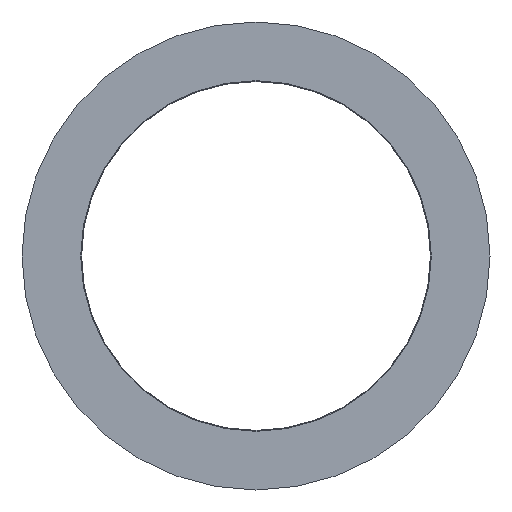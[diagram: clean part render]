
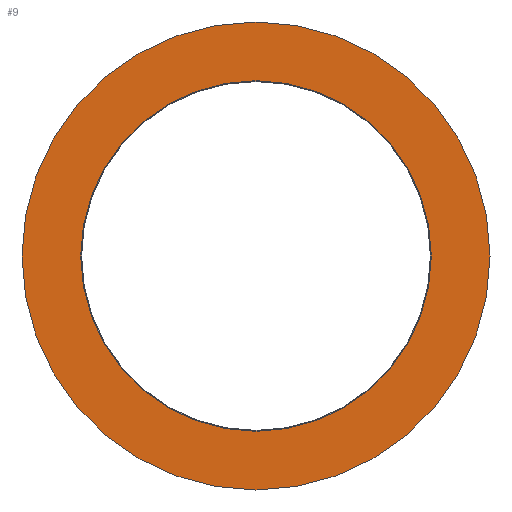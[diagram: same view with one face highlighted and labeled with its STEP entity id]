
A CAD part, left-side view. The second image highlights one B-rep face of the part: STEP entity #9.
In plain terms, the highlighted planar face has unit normal (-1, 0, 0).
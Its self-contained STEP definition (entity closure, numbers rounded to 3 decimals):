
#9 = ADVANCED_FACE ( 'NONE', ( #603, #20 ), #544, .T. ) ;
#20 = FACE_BOUND ( 'NONE', #195, .T. ) ;
#36 = DIRECTION ( 'NONE',  ( 0., 0., 1. ) ) ;
#49 = CARTESIAN_POINT ( 'NONE',  ( 0., 0., 20.6 ) ) ;
#67 = CARTESIAN_POINT ( 'NONE',  ( 0., 0., 0. ) ) ;
#72 = VERTEX_POINT ( 'NONE', #49 ) ;
#91 = CARTESIAN_POINT ( 'NONE',  ( 0., 0., 27.5 ) ) ;
#97 = CARTESIAN_POINT ( 'NONE',  ( 0., 0., 0. ) ) ;
#119 = CARTESIAN_POINT ( 'NONE',  ( 0., 0., -20.6 ) ) ;
#122 = DIRECTION ( 'NONE',  ( 0., 0., 1. ) ) ;
#140 = DIRECTION ( 'NONE',  ( -1., 0., 0. ) ) ;
#142 = ORIENTED_EDGE ( 'NONE', *, *, #399, .T. ) ;
#177 = CARTESIAN_POINT ( 'NONE',  ( 0., 0., 0. ) ) ;
#195 = EDGE_LOOP ( 'NONE', ( #317, #305 ) ) ;
#236 = DIRECTION ( 'NONE',  ( 0., 0., 1. ) ) ;
#245 = CIRCLE ( 'NONE', #468, 20.6 ) ;
#252 = VERTEX_POINT ( 'NONE', #119 ) ;
#261 = EDGE_CURVE ( 'NONE', #252, #72, #610, .T. ) ;
#264 = ORIENTED_EDGE ( 'NONE', *, *, #490, .T. ) ;
#285 = EDGE_CURVE ( 'NONE', #72, #252, #245, .T. ) ;
#290 = CIRCLE ( 'NONE', #451, 27.5 ) ;
#305 = ORIENTED_EDGE ( 'NONE', *, *, #261, .F. ) ;
#317 = ORIENTED_EDGE ( 'NONE', *, *, #285, .F. ) ;
#318 = AXIS2_PLACEMENT_3D ( 'NONE', #67, #460, #122 ) ;
#339 = AXIS2_PLACEMENT_3D ( 'NONE', #476, #140, #531 ) ;
#366 = AXIS2_PLACEMENT_3D ( 'NONE', #97, #569, #626 ) ;
#370 = DIRECTION ( 'NONE',  ( -1., 0., 0. ) ) ;
#385 = VERTEX_POINT ( 'NONE', #588 ) ;
#394 = EDGE_LOOP ( 'NONE', ( #264, #142 ) ) ;
#399 = EDGE_CURVE ( 'NONE', #385, #494, #612, .T. ) ;
#451 = AXIS2_PLACEMENT_3D ( 'NONE', #710, #370, #36 ) ;
#460 = DIRECTION ( 'NONE',  ( -1., 0., 0. ) ) ;
#468 = AXIS2_PLACEMENT_3D ( 'NONE', #177, #582, #236 ) ;
#476 = CARTESIAN_POINT ( 'NONE',  ( 0., 0., 0. ) ) ;
#490 = EDGE_CURVE ( 'NONE', #494, #385, #290, .T. ) ;
#494 = VERTEX_POINT ( 'NONE', #91 ) ;
#531 = DIRECTION ( 'NONE',  ( 0., 0., 1. ) ) ;
#544 = PLANE ( 'NONE',  #366 ) ;
#569 = DIRECTION ( 'NONE',  ( -1., 0., 0. ) ) ;
#582 = DIRECTION ( 'NONE',  ( -1., 0., 0. ) ) ;
#588 = CARTESIAN_POINT ( 'NONE',  ( 0., 0., -27.5 ) ) ;
#603 = FACE_OUTER_BOUND ( 'NONE', #394, .T. ) ;
#610 = CIRCLE ( 'NONE', #318, 20.6 ) ;
#612 = CIRCLE ( 'NONE', #339, 27.5 ) ;
#626 = DIRECTION ( 'NONE',  ( 0., 0., 1. ) ) ;
#710 = CARTESIAN_POINT ( 'NONE',  ( 0., 0., 0. ) ) ;
